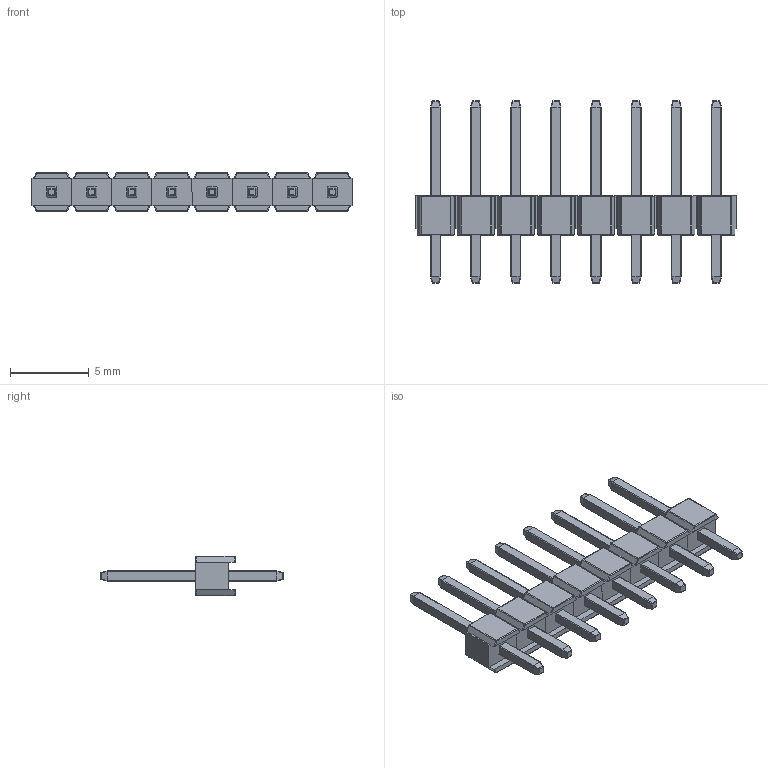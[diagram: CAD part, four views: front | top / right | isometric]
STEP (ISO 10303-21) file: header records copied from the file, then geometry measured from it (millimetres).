
FILE_DESCRIPTION(/* description */ ('STEP AP242','CAx-IF Rec.Pracs.---Representation and Presentation of Product Manufacturing Information (PMI)---4.0---2014-10-13','CAx-IF Rec.Pracs.---3D Tessellated Geometry---0.4---2014-09-14','2;1'),/* implementation_level */ '2;1');
FILE_NAME(/* name */ '61a5550e4c56f377d5125885',/* time_stamp */ '2021-11-29T22:32:48+00:00',/* author */ (''),/* organization */ (''),/* preprocessor_version */ 'ST-DEVELOPER v18.1',/* originating_system */ ' ',/* authorisation */ ' ');
FILE_SCHEMA (('AP242_MANAGED_MODEL_BASED_3D_ENGINEERING_MIM_LF { 1 0 10303 442 1 1 4 }'));
Length unit declared in the file: metre
Products named in the file (24): PH1-01-UA
Bounding box: 20.33 x 11.55 x 2.5 mm (x, y, z)
Volume: 136.6 mm3; surface area: 558.2 mm2
Topology: 24 solids, 24 shells, 848 faces, 2080 edges, 1216 vertices
Faces by surface type: cylinder 384, plane 336, sphere 64, torus 64
Entity records: 24938 total; most frequent: DIRECTION 4544, CARTESIAN_POINT 4248, ORIENTED_EDGE 4032, EDGE_CURVE 2016, AXIS2_PLACEMENT_3D 1704, VERTEX_POINT 1216, LINE 1136, VECTOR 1136
